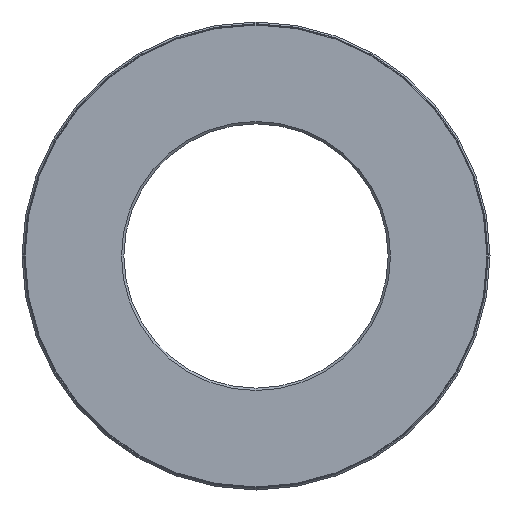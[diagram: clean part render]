
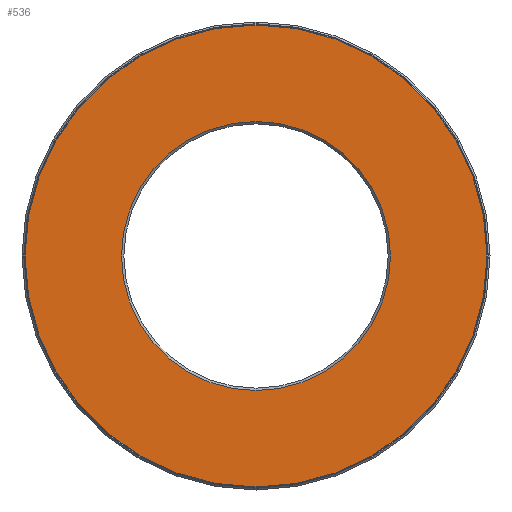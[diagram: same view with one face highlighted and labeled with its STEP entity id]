
A CAD part, front view. The second image highlights one B-rep face of the part: STEP entity #536.
In plain terms, the highlighted planar face has unit normal (0, -1, 0).
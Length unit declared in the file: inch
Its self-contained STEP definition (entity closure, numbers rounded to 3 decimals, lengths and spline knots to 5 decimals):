
#8 = AXIS2_PLACEMENT_3D ( 'NONE', #29, #247, #576 ) ;
#21 = AXIS2_PLACEMENT_3D ( 'NONE', #349, #125, #346 ) ;
#29 = CARTESIAN_POINT ( 'NONE',  ( 0., 0., 0. ) ) ;
#36 = CARTESIAN_POINT ( 'NONE',  ( 0., 0., 1.9125 ) ) ;
#37 = EDGE_LOOP ( 'NONE', ( #431 ) ) ;
#94 = CIRCLE ( 'NONE', #21, 1.9125 ) ;
#95 = EDGE_CURVE ( 'NONE', #191, #191, #452, .T. ) ;
#125 = DIRECTION ( 'NONE',  ( 0., 1., 0. ) ) ;
#139 = ORIENTED_EDGE ( 'NONE', *, *, #95, .T. ) ;
#191 = VERTEX_POINT ( 'NONE', #545 ) ;
#192 = CARTESIAN_POINT ( 'NONE',  ( 0., 0., 0. ) ) ;
#205 = PLANE ( 'NONE',  #8 ) ;
#247 = DIRECTION ( 'NONE',  ( 0., 1., 0. ) ) ;
#315 = EDGE_LOOP ( 'NONE', ( #139 ) ) ;
#344 = FACE_BOUND ( 'NONE', #315, .T. ) ;
#346 = DIRECTION ( 'NONE',  ( 0., 0., 1. ) ) ;
#349 = CARTESIAN_POINT ( 'NONE',  ( 0., 0., 0. ) ) ;
#427 = AXIS2_PLACEMENT_3D ( 'NONE', #192, #469, #471 ) ;
#431 = ORIENTED_EDGE ( 'NONE', *, *, #504, .F. ) ;
#452 = CIRCLE ( 'NONE', #427, 1.11375 ) ;
#469 = DIRECTION ( 'NONE',  ( 0., 1., 0. ) ) ;
#471 = DIRECTION ( 'NONE',  ( 0., 0., 1. ) ) ;
#495 = FACE_OUTER_BOUND ( 'NONE', #37, .T. ) ;
#504 = EDGE_CURVE ( 'NONE', #589, #589, #94, .T. ) ;
#536 = ADVANCED_FACE ( 'NONE', ( #495, #344 ), #205, .F. ) ;
#545 = CARTESIAN_POINT ( 'NONE',  ( 0., 0., 1.11375 ) ) ;
#576 = DIRECTION ( 'NONE',  ( 0., 0., 1. ) ) ;
#589 = VERTEX_POINT ( 'NONE', #36 ) ;
